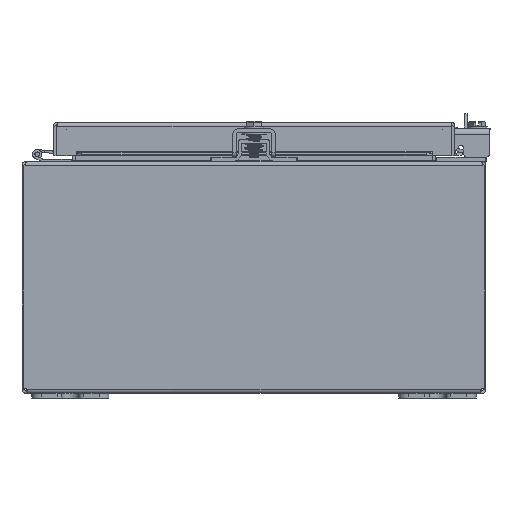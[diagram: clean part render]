
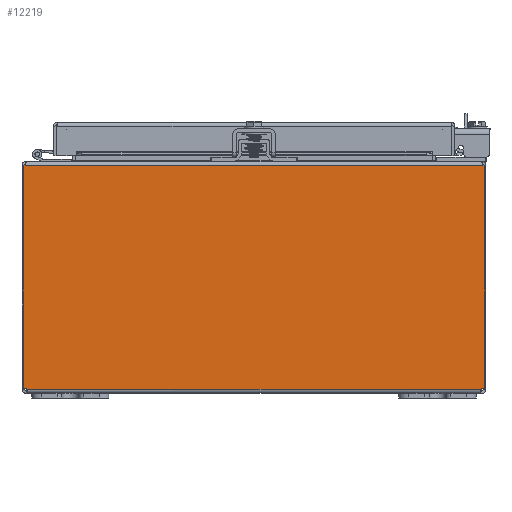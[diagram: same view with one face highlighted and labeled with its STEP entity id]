
A CAD part, front view. The second image highlights one B-rep face of the part: STEP entity #12219.
In plain terms, the highlighted planar face has unit normal (0, -1, 0).
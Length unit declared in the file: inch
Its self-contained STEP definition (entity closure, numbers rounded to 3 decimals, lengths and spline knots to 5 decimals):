
#1083=PLANE('',#13354);
#1563=FACE_OUTER_BOUND('',#2258,.T.);
#2258=EDGE_LOOP('',(#9193,#9194,#9195,#9196,#9197,#9198,#9199,#9200));
#3028=LINE('',#18686,#4218);
#3046=LINE('',#18799,#4236);
#3062=LINE('',#18832,#4252);
#3065=LINE('',#18838,#4255);
#3109=LINE('',#19124,#4299);
#3110=LINE('',#19126,#4300);
#4218=VECTOR('',#14811,0.3937);
#4236=VECTOR('',#14853,0.3937);
#4252=VECTOR('',#14881,0.3937);
#4255=VECTOR('',#14886,0.05493);
#4299=VECTOR('',#14988,0.3937);
#4300=VECTOR('',#14989,0.3937);
#5246=CIRCLE('',#13352,0.07);
#5248=CIRCLE('',#13355,0.07);
#5773=VERTEX_POINT('',#18680);
#5774=VERTEX_POINT('',#18684);
#5785=VERTEX_POINT('',#18797);
#5796=VERTEX_POINT('',#18831);
#5798=VERTEX_POINT('',#18837);
#5837=VERTEX_POINT('',#19116);
#5838=VERTEX_POINT('',#19118);
#5840=VERTEX_POINT('',#19125);
#7017=EDGE_CURVE('',#5773,#5774,#3028,.T.);
#7039=EDGE_CURVE('',#5774,#5785,#3046,.T.);
#7055=EDGE_CURVE('',#5796,#5773,#3062,.T.);
#7058=EDGE_CURVE('',#5796,#5798,#3065,.T.);
#7119=EDGE_CURVE('',#5838,#5837,#5246,.T.);
#7122=EDGE_CURVE('',#5838,#5785,#3109,.T.);
#7123=EDGE_CURVE('',#5837,#5840,#3110,.T.);
#7124=EDGE_CURVE('',#5840,#5798,#5248,.T.);
#9193=ORIENTED_EDGE('',*,*,#7055,.T.);
#9194=ORIENTED_EDGE('',*,*,#7017,.T.);
#9195=ORIENTED_EDGE('',*,*,#7039,.T.);
#9196=ORIENTED_EDGE('',*,*,#7122,.F.);
#9197=ORIENTED_EDGE('',*,*,#7119,.T.);
#9198=ORIENTED_EDGE('',*,*,#7123,.T.);
#9199=ORIENTED_EDGE('',*,*,#7124,.T.);
#9200=ORIENTED_EDGE('',*,*,#7058,.F.);
#12219=ADVANCED_FACE('',(#1563),#1083,.F.);
#13352=AXIS2_PLACEMENT_3D('',#19119,#14981,#14982);
#13354=AXIS2_PLACEMENT_3D('',#19123,#14986,#14987);
#13355=AXIS2_PLACEMENT_3D('',#19127,#14990,#14991);
#14811=DIRECTION('',(-1.,0.,0.));
#14853=DIRECTION('',(-1.,0.,0.));
#14881=DIRECTION('',(-1.,0.,0.));
#14886=DIRECTION('',(0.,0.,-1.));
#14981=DIRECTION('center_axis',(0.,1.,0.));
#14982=DIRECTION('ref_axis',(1.,0.,0.));
#14986=DIRECTION('center_axis',(0.,1.,0.));
#14987=DIRECTION('ref_axis',(1.,0.,0.));
#14988=DIRECTION('',(0.,0.,1.));
#14989=DIRECTION('',(1.,0.,0.));
#14990=DIRECTION('center_axis',(0.,1.,0.));
#14991=DIRECTION('ref_axis',(1.,0.,0.));
#18680=CARTESIAN_POINT('',(5.91495,-8.,5.89475));
#18684=CARTESIAN_POINT('',(-5.91495,-8.,5.89475));
#18686=CARTESIAN_POINT('',(2.9815,-8.,5.89475));
#18797=CARTESIAN_POINT('',(-5.963,-8.,5.89475));
#18799=CARTESIAN_POINT('',(2.9815,-8.,5.89475));
#18831=CARTESIAN_POINT('',(5.963,-8.,5.89475));
#18832=CARTESIAN_POINT('',(2.9815,-8.,5.89475));
#18837=CARTESIAN_POINT('',(5.963,-8.,0.12745));
#18838=CARTESIAN_POINT('',(5.963,-8.,-0.06732));
#19116=CARTESIAN_POINT('',(-5.88277,-8.,0.10525));
#19118=CARTESIAN_POINT('',(-5.963,-8.,0.12745));
#19119=CARTESIAN_POINT('Origin',(-5.93789,-8.,0.06211));
#19123=CARTESIAN_POINT('Origin',(0.,-8.,
3.00948));
#19124=CARTESIAN_POINT('',(-5.963,-8.,0.10525));
#19125=CARTESIAN_POINT('',(5.88277,-8.,0.10525));
#19126=CARTESIAN_POINT('',(0.,-8.,0.10525));
#19127=CARTESIAN_POINT('Origin',(5.93789,-8.,0.06211));
